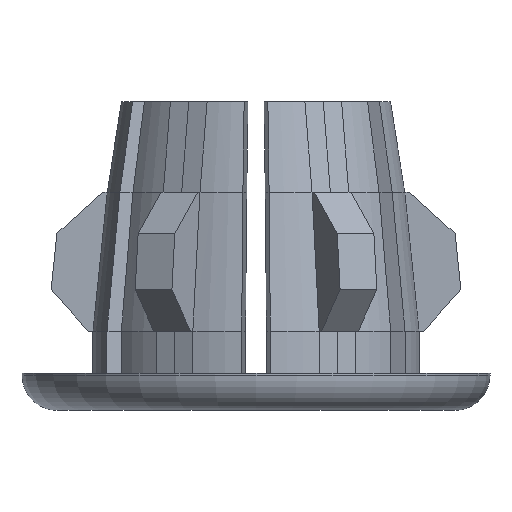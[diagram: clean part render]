
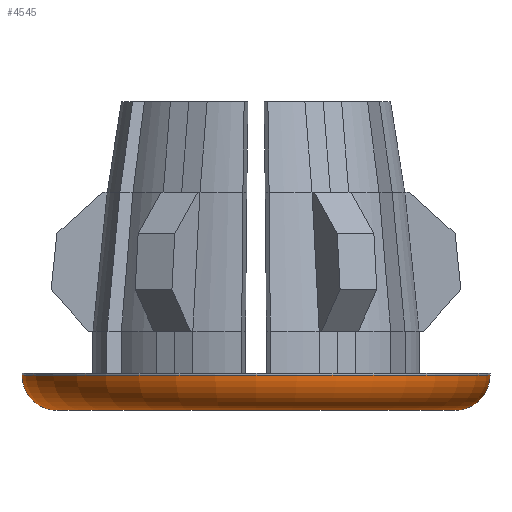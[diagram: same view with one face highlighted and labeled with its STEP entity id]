
A CAD part, front view. The second image highlights one B-rep face of the part: STEP entity #4545.
In plain terms, the highlighted toroidal (fillet/blend) face has major radius 10.8 mm and minor radius 1.9 mm.
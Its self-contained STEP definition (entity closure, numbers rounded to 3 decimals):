
#894 = CYLINDRICAL_SURFACE('',#895,12.7);
#895 = AXIS2_PLACEMENT_3D('',#896,#897,#898);
#896 = CARTESIAN_POINT('',(0.,0.,0.));
#897 = DIRECTION('',(0.,0.,1.));
#898 = DIRECTION('',(1.,0.,0.));
#2309 = VERTEX_POINT('',#2310);
#2310 = CARTESIAN_POINT('',(12.7,0.,-0.1));
#2331 = EDGE_CURVE('',#2309,#2309,#2332,.T.);
#2332 = SURFACE_CURVE('',#2333,(#2338,#2345),.PCURVE_S1.);
#2333 = CIRCLE('',#2334,12.7);
#2334 = AXIS2_PLACEMENT_3D('',#2335,#2336,#2337);
#2335 = CARTESIAN_POINT('',(0.,0.,-0.1));
#2336 = DIRECTION('',(0.,0.,1.));
#2337 = DIRECTION('',(1.,0.,0.));
#2338 = PCURVE('',#894,#2339);
#2339 = DEFINITIONAL_REPRESENTATION('',(#2340),#2344);
#2340 = LINE('',#2341,#2342);
#2341 = CARTESIAN_POINT('',(0.,-0.1));
#2342 = VECTOR('',#2343,1.);
#2343 = DIRECTION('',(1.,0.));
#2344 = ( GEOMETRIC_REPRESENTATION_CONTEXT(2) 
PARAMETRIC_REPRESENTATION_CONTEXT() REPRESENTATION_CONTEXT('2D SPACE',''
  ) );
#2345 = PCURVE('',#2346,#2351);
#2346 = TOROIDAL_SURFACE('',#2347,10.8,1.9);
#2347 = AXIS2_PLACEMENT_3D('',#2348,#2349,#2350);
#2348 = CARTESIAN_POINT('',(0.,0.,-0.1));
#2349 = DIRECTION('',(-0.,-0.,-1.));
#2350 = DIRECTION('',(1.,0.,0.));
#2351 = DEFINITIONAL_REPRESENTATION('',(#2352),#2356);
#2352 = LINE('',#2353,#2354);
#2353 = CARTESIAN_POINT('',(-0.,0.));
#2354 = VECTOR('',#2355,1.);
#2355 = DIRECTION('',(-1.,0.));
#2356 = ( GEOMETRIC_REPRESENTATION_CONTEXT(2) 
PARAMETRIC_REPRESENTATION_CONTEXT() REPRESENTATION_CONTEXT('2D SPACE',''
  ) );
#4545 = ADVANCED_FACE('',(#4546),#2346,.T.);
#4546 = FACE_BOUND('',#4547,.F.);
#4547 = EDGE_LOOP('',(#4548,#4572,#4573,#4574));
#4548 = ORIENTED_EDGE('',*,*,#4549,.F.);
#4549 = EDGE_CURVE('',#2309,#4550,#4552,.T.);
#4550 = VERTEX_POINT('',#4551);
#4551 = CARTESIAN_POINT('',(10.8,0.,-2.));
#4552 = SEAM_CURVE('',#4553,(#4558,#4565),.PCURVE_S1.);
#4553 = CIRCLE('',#4554,1.9);
#4554 = AXIS2_PLACEMENT_3D('',#4555,#4556,#4557);
#4555 = CARTESIAN_POINT('',(10.8,0.,-0.1));
#4556 = DIRECTION('',(-0.,1.,0.));
#4557 = DIRECTION('',(1.,0.,0.));
#4558 = PCURVE('',#2346,#4559);
#4559 = DEFINITIONAL_REPRESENTATION('',(#4560),#4564);
#4560 = LINE('',#4561,#4562);
#4561 = CARTESIAN_POINT('',(-0.,0.));
#4562 = VECTOR('',#4563,1.);
#4563 = DIRECTION('',(-0.,1.));
#4564 = ( GEOMETRIC_REPRESENTATION_CONTEXT(2) 
PARAMETRIC_REPRESENTATION_CONTEXT() REPRESENTATION_CONTEXT('2D SPACE',''
  ) );
#4565 = PCURVE('',#2346,#4566);
#4566 = DEFINITIONAL_REPRESENTATION('',(#4567),#4571);
#4567 = LINE('',#4568,#4569);
#4568 = CARTESIAN_POINT('',(-6.283,0.));
#4569 = VECTOR('',#4570,1.);
#4570 = DIRECTION('',(-0.,1.));
#4571 = ( GEOMETRIC_REPRESENTATION_CONTEXT(2) 
PARAMETRIC_REPRESENTATION_CONTEXT() REPRESENTATION_CONTEXT('2D SPACE',''
  ) );
#4572 = ORIENTED_EDGE('',*,*,#2331,.T.);
#4573 = ORIENTED_EDGE('',*,*,#4549,.T.);
#4574 = ORIENTED_EDGE('',*,*,#4575,.F.);
#4575 = EDGE_CURVE('',#4550,#4550,#4576,.T.);
#4576 = SURFACE_CURVE('',#4577,(#4582,#4589),.PCURVE_S1.);
#4577 = CIRCLE('',#4578,10.8);
#4578 = AXIS2_PLACEMENT_3D('',#4579,#4580,#4581);
#4579 = CARTESIAN_POINT('',(0.,0.,-2.));
#4580 = DIRECTION('',(0.,0.,1.));
#4581 = DIRECTION('',(1.,0.,0.));
#4582 = PCURVE('',#2346,#4583);
#4583 = DEFINITIONAL_REPRESENTATION('',(#4584),#4588);
#4584 = LINE('',#4585,#4586);
#4585 = CARTESIAN_POINT('',(-0.,1.571));
#4586 = VECTOR('',#4587,1.);
#4587 = DIRECTION('',(-1.,0.));
#4588 = ( GEOMETRIC_REPRESENTATION_CONTEXT(2) 
PARAMETRIC_REPRESENTATION_CONTEXT() REPRESENTATION_CONTEXT('2D SPACE',''
  ) );
#4589 = PCURVE('',#4590,#4595);
#4590 = PLANE('',#4591);
#4591 = AXIS2_PLACEMENT_3D('',#4592,#4593,#4594);
#4592 = CARTESIAN_POINT('',(0.,0.,-2.));
#4593 = DIRECTION('',(0.,0.,1.));
#4594 = DIRECTION('',(1.,0.,0.));
#4595 = DEFINITIONAL_REPRESENTATION('',(#4596),#4600);
#4596 = CIRCLE('',#4597,10.8);
#4597 = AXIS2_PLACEMENT_2D('',#4598,#4599);
#4598 = CARTESIAN_POINT('',(0.,0.));
#4599 = DIRECTION('',(1.,0.));
#4600 = ( GEOMETRIC_REPRESENTATION_CONTEXT(2) 
PARAMETRIC_REPRESENTATION_CONTEXT() REPRESENTATION_CONTEXT('2D SPACE',''
  ) );
